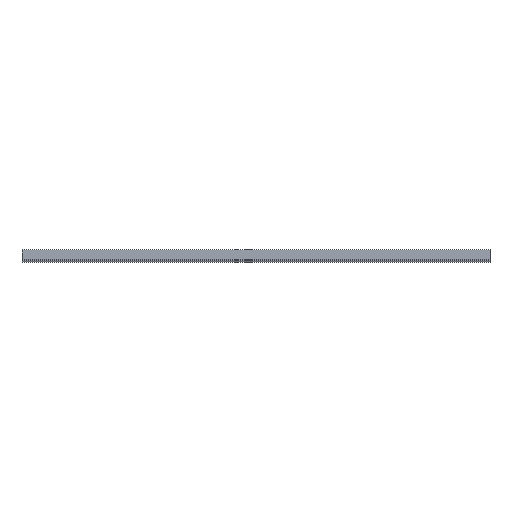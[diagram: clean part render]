
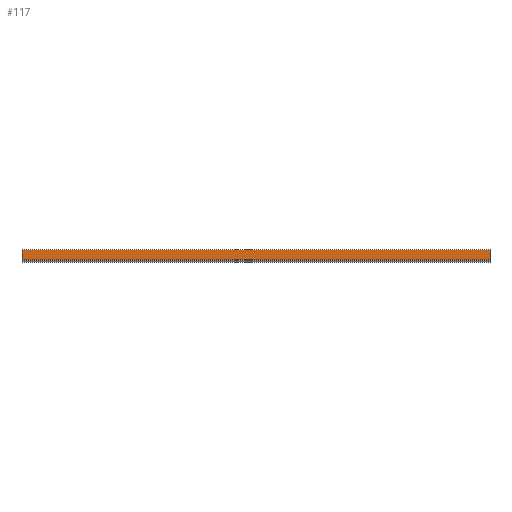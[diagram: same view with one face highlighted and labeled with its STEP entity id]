
A CAD part, top view. The second image highlights one B-rep face of the part: STEP entity #117.
In plain terms, the highlighted planar face has unit normal (0, 0, 1).
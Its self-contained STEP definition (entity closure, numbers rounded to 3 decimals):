
#117=ADVANCED_FACE('',(#244),#245,.T.);
#244=FACE_OUTER_BOUND('',#378,.T.);
#245=PLANE('',#379);
#378=EDGE_LOOP('',(#631,#632,#633,#634));
#379=AXIS2_PLACEMENT_3D('',#635,#636,#637);
#631=ORIENTED_EDGE('',*,*,#941,.T.);
#632=ORIENTED_EDGE('',*,*,#942,.F.);
#633=ORIENTED_EDGE('',*,*,#943,.T.);
#634=ORIENTED_EDGE('',*,*,#938,.T.);
#635=CARTESIAN_POINT('',(0.0,10.5,12.5));
#636=DIRECTION('',(0.0,0.0,1.0));
#637=DIRECTION('',(0.0,-1.0,0.0));
#938=EDGE_CURVE('',#1152,#1150,#1153,.T.);
#941=EDGE_CURVE('',#1150,#1156,#1157,.T.);
#942=EDGE_CURVE('',#1158,#1156,#1159,.T.);
#943=EDGE_CURVE('',#1158,#1152,#1160,.T.);
#1150=VERTEX_POINT('',#1466);
#1152=VERTEX_POINT('',#1469);
#1153=LINE('',#1470,#1471);
#1156=VERTEX_POINT('',#1475);
#1157=LINE('',#1476,#1477);
#1158=VERTEX_POINT('',#1478);
#1159=LINE('',#1479,#1480);
#1160=LINE('',#1481,#1482);
#1466=CARTESIAN_POINT('',(1000.0,0.0,12.5));
#1469=CARTESIAN_POINT('',(0.0,0.0,12.5));
#1470=CARTESIAN_POINT('',(0.0,0.0,12.5));
#1471=VECTOR('',#1682,1.0);
#1475=CARTESIAN_POINT('',(1000.0,21.0,12.5));
#1476=CARTESIAN_POINT('',(1000.0,21.0,12.5));
#1477=VECTOR('',#1684,1.0);
#1478=CARTESIAN_POINT('',(0.0,21.0,12.5));
#1479=CARTESIAN_POINT('',(0.0,21.0,12.5));
#1480=VECTOR('',#1685,1.0);
#1481=CARTESIAN_POINT('',(0.0,21.0,12.5));
#1482=VECTOR('',#1686,1.0);
#1682=DIRECTION('',(1.0,0.0,0.0));
#1684=DIRECTION('',(0.0,1.0,0.0));
#1685=DIRECTION('',(1.0,0.0,0.0));
#1686=DIRECTION('',(0.0,-1.0,0.0));
